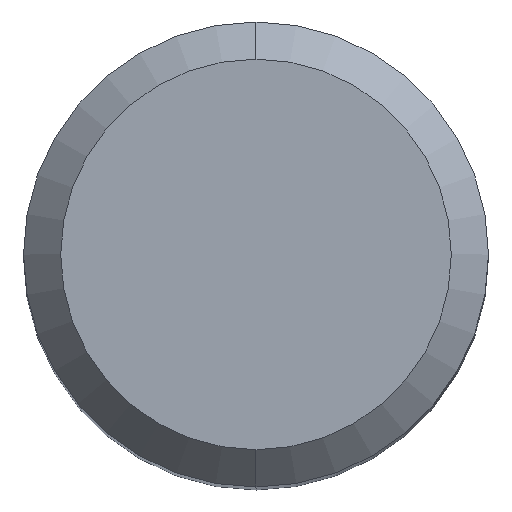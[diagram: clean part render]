
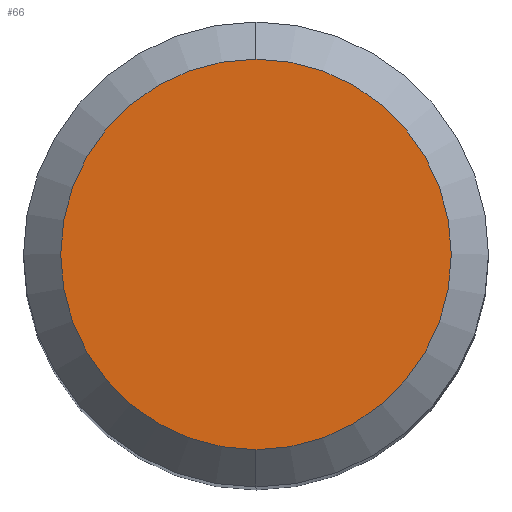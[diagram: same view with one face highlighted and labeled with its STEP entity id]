
A CAD part, top view. The second image highlights one B-rep face of the part: STEP entity #66.
In plain terms, the highlighted planar face has unit normal (0, 0, 1).
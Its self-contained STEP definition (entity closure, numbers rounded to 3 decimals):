
#66=ADVANCED_FACE('',(#137),#138,.T.);
#137=FACE_OUTER_BOUND('',#213,.T.);
#138=PLANE('',#214);
#213=EDGE_LOOP('',(#311,#312));
#214=AXIS2_PLACEMENT_3D('',#313,#314,#315);
#311=ORIENTED_EDGE('',*,*,#382,.F.);
#312=ORIENTED_EDGE('',*,*,#406,.F.);
#313=CARTESIAN_POINT('',(0.,2.52,45.0));
#314=DIRECTION('',(0.,0.0,1.0));
#315=DIRECTION('',(0.0,-1.0,0.0));
#382=EDGE_CURVE('',#438,#441,#442,.T.);
#406=EDGE_CURVE('',#441,#438,#473,.T.);
#438=VERTEX_POINT('',#498);
#441=VERTEX_POINT('',#502);
#442=CIRCLE('',#503,5.04);
#473=CIRCLE('',#541,5.04);
#498=CARTESIAN_POINT('',(0.,5.04,45.0));
#502=CARTESIAN_POINT('',(0.,-5.04,45.0));
#503=AXIS2_PLACEMENT_3D('',#566,#567,#568);
#541=AXIS2_PLACEMENT_3D('',#600,#601,#602);
#566=CARTESIAN_POINT('',(0.,0.0,45.0));
#567=DIRECTION('',(0.,0.,-1.0));
#568=DIRECTION('',(0.,1.0,0.));
#600=CARTESIAN_POINT('',(0.,0.0,45.0));
#601=DIRECTION('',(0.,0.,-1.0));
#602=DIRECTION('',(0.,1.0,0.));
